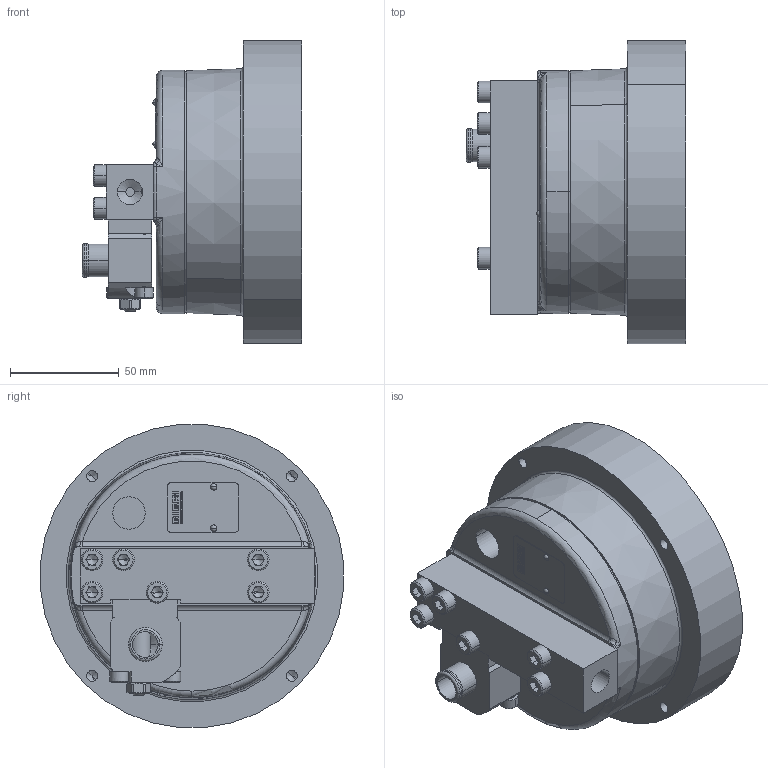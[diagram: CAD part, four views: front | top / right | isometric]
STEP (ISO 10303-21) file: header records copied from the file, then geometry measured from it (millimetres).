
FILE_DESCRIPTION (( 'STEP AP214' ), '1' );
FILE_NAME ('HRK01-_-700-DV-_-A.STEP', '2021-03-29T12:53:53', ( '' ), ( '' ), 'SwSTEP 2.0', 'SolidWorks 2020', '' );
FILE_SCHEMA (( 'AUTOMOTIVE_DESIGN' ));
Length unit declared in the file: millimetre
Products named in the file (1): HRK01-_-700-DV-_-A
Bounding box: 101 x 139.47 x 139.47 mm (x, y, z)
Volume: 636559.8 mm3; surface area: 94422 mm2
Topology: 1 solids, 15 shells, 1025 faces, 2526 edges, 1562 vertices
Faces by surface type: plane 557, cylinder 169, cone 142, torus 84, bspline 69, sphere 4
Entity records: 31193 total; most frequent: CARTESIAN_POINT 6716, DIRECTION 5017, ORIENTED_EDGE 4940, EDGE_CURVE 2470, AXIS2_PLACEMENT_3D 1763, VERTEX_POINT 1562, LINE 1491, VECTOR 1491
